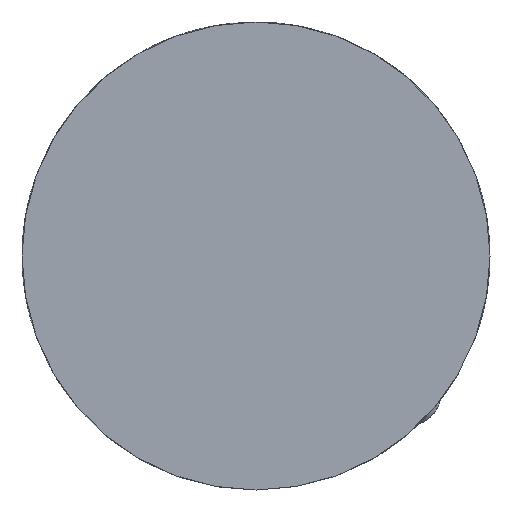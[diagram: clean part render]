
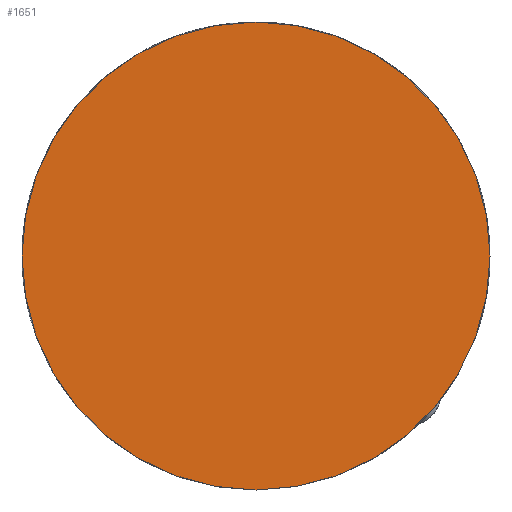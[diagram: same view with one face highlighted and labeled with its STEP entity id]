
A CAD part, front view. The second image highlights one B-rep face of the part: STEP entity #1651.
In plain terms, the highlighted planar face has unit normal (0, -1, 0).
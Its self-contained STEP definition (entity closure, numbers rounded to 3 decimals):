
#622 = AXIS2_PLACEMENT_3D ( 'NONE', #6446, #3279, #7004 ) ;
#627 = CARTESIAN_POINT ( 'NONE',  ( 945., -20.5, 1317.3 ) ) ;
#665 = EDGE_CURVE ( 'NONE', #3805, #1779, #2787, .T. ) ;
#1140 = ORIENTED_EDGE ( 'NONE', *, *, #5357, .F. ) ;
#1211 = DIRECTION ( 'NONE',  ( 0., 0., 1. ) ) ;
#1651 = ADVANCED_FACE ( 'NONE', ( #5460 ), #5557, .F. ) ;
#1779 = VERTEX_POINT ( 'NONE', #2097 ) ;
#1891 = CARTESIAN_POINT ( 'NONE',  ( 945., -20.5, 1317.3 ) ) ;
#2097 = CARTESIAN_POINT ( 'NONE',  ( 945., -20.5, 1202.7 ) ) ;
#2278 = CARTESIAN_POINT ( 'NONE',  ( 945., -20.5, 1260. ) ) ;
#2787 = CIRCLE ( 'NONE', #622, 57.3 ) ;
#2860 = DIRECTION ( 'NONE',  ( 0., 0., 1. ) ) ;
#2915 = ORIENTED_EDGE ( 'NONE', *, *, #665, .F. ) ;
#3263 = AXIS2_PLACEMENT_3D ( 'NONE', #627, #4565, #1211 ) ;
#3279 = DIRECTION ( 'NONE',  ( 0., 1., 0. ) ) ;
#3706 = EDGE_LOOP ( 'NONE', ( #2915, #1140 ) ) ;
#3805 = VERTEX_POINT ( 'NONE', #1891 ) ;
#4070 = CIRCLE ( 'NONE', #6185, 57.3 ) ;
#4565 = DIRECTION ( 'NONE',  ( 0., 1., 0. ) ) ;
#5357 = EDGE_CURVE ( 'NONE', #1779, #3805, #4070, .T. ) ;
#5460 = FACE_OUTER_BOUND ( 'NONE', #3706, .T. ) ;
#5557 = PLANE ( 'NONE',  #3263 ) ;
#6044 = DIRECTION ( 'NONE',  ( 0., 1., 0. ) ) ;
#6185 = AXIS2_PLACEMENT_3D ( 'NONE', #2278, #6044, #2860 ) ;
#6446 = CARTESIAN_POINT ( 'NONE',  ( 945., -20.5, 1260. ) ) ;
#7004 = DIRECTION ( 'NONE',  ( 0., 0., 1. ) ) ;
